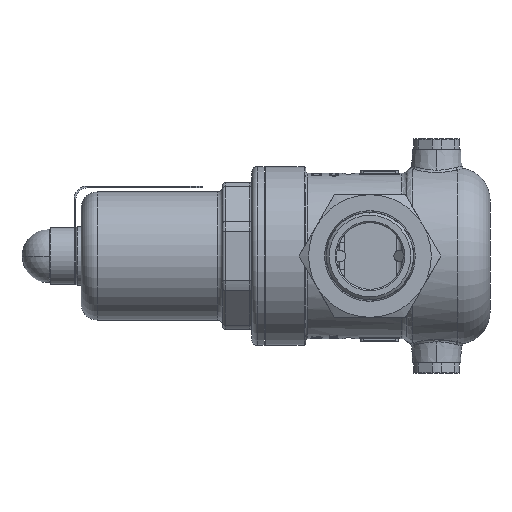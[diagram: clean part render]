
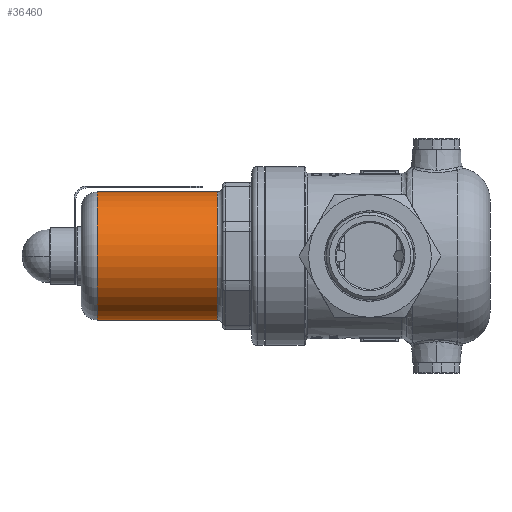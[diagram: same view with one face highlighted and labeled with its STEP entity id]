
A CAD part, left-side view. The second image highlights one B-rep face of the part: STEP entity #36460.
In plain terms, the highlighted cylindrical face has radius 24 mm (diameter 48 mm), a partial arc.
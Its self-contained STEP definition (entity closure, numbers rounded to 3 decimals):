
#16447 = AXIS2_PLACEMENT_3D ( 'NONE', #16692, #16702, #16703 ) ;
#16690 = CYLINDRICAL_SURFACE ( 'NONE', #16447, 24. ) ;
#16691 = FACE_OUTER_BOUND ( 'NONE', #16993, .T. ) ;
#16692 = CARTESIAN_POINT ( 'NONE',  ( 0., 143.157, 0. ) ) ;
#16702 = DIRECTION ( 'NONE',  ( 0., 1., 0. ) ) ;
#16703 = DIRECTION ( 'NONE',  ( 0., 0., 1. ) ) ;
#16993 = EDGE_LOOP ( 'NONE', ( #34067, #34058, #34099, #34064 ) ) ;
#28136 = VERTEX_POINT ( 'NONE', #62368 ) ;
#30684 = VERTEX_POINT ( 'NONE', #56988 ) ;
#30700 = VERTEX_POINT ( 'NONE', #57055 ) ;
#30773 = VERTEX_POINT ( 'NONE', #57254 ) ;
#32338 = CARTESIAN_POINT ( 'NONE',  ( 0., 143.157, 24. ) ) ;
#32347 = LINE ( 'NONE', #32338, #40833 ) ;
#32352 = DIRECTION ( 'NONE',  ( 0., 1., 0. ) ) ;
#32366 = CARTESIAN_POINT ( 'NONE',  ( 0., 57.2, 0. ) ) ;
#32367 = DIRECTION ( 'NONE',  ( 0., 1., 0. ) ) ;
#32368 = DIRECTION ( 'NONE',  ( 0., 0., 1. ) ) ;
#32455 = CARTESIAN_POINT ( 'NONE',  ( 0., 102.2, 0. ) ) ;
#32456 = DIRECTION ( 'NONE',  ( 0., 1., 0. ) ) ;
#32457 = DIRECTION ( 'NONE',  ( 0., 0., 1. ) ) ;
#32630 = LINE ( 'NONE', #32631, #41412 ) ;
#32631 = CARTESIAN_POINT ( 'NONE',  ( 0., 143.157, -24. ) ) ;
#32639 = DIRECTION ( 'NONE',  ( 0., 1., 0. ) ) ;
#32972 = EDGE_CURVE ( 'NONE', #28136, #30684, #32347, .T. ) ;
#32980 = EDGE_CURVE ( 'NONE', #30700, #28136, #40824, .T. ) ;
#33012 = EDGE_CURVE ( 'NONE', #30773, #30684, #40854, .T. ) ;
#33136 = EDGE_CURVE ( 'NONE', #30700, #30773, #32630, .T. ) ;
#34058 = ORIENTED_EDGE ( 'NONE', *, *, #32980, .T. ) ;
#34064 = ORIENTED_EDGE ( 'NONE', *, *, #33012, .F. ) ;
#34067 = ORIENTED_EDGE ( 'NONE', *, *, #33136, .F. ) ;
#34099 = ORIENTED_EDGE ( 'NONE', *, *, #32972, .T. ) ;
#36460 = ADVANCED_FACE ( 'NONE', ( #16691 ), #16690, .T. ) ;
#40707 = AXIS2_PLACEMENT_3D ( 'NONE', #32366, #32367, #32368 ) ;
#40824 = CIRCLE ( 'NONE', #40707, 24. ) ;
#40833 = VECTOR ( 'NONE', #32352, 1000. ) ;
#40854 = CIRCLE ( 'NONE', #40873, 24. ) ;
#40873 = AXIS2_PLACEMENT_3D ( 'NONE', #32455, #32456, #32457 ) ;
#41412 = VECTOR ( 'NONE', #32639, 1000. ) ;
#56988 = CARTESIAN_POINT ( 'NONE',  ( 0., 102.2, 24. ) ) ;
#57055 = CARTESIAN_POINT ( 'NONE',  ( 0., 57.2, -24. ) ) ;
#57254 = CARTESIAN_POINT ( 'NONE',  ( 0., 102.2, -24. ) ) ;
#62368 = CARTESIAN_POINT ( 'NONE',  ( 0., 57.2, 24. ) ) ;
